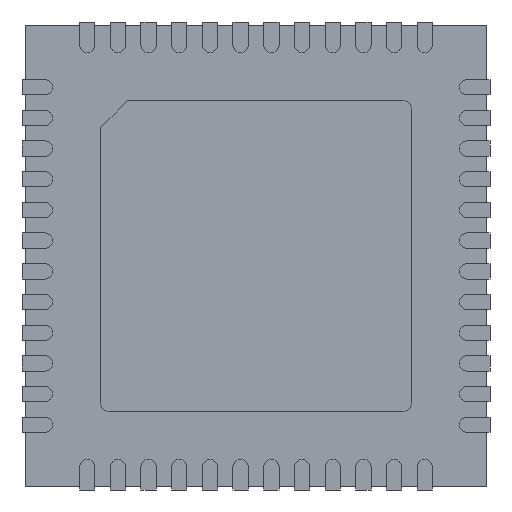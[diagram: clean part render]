
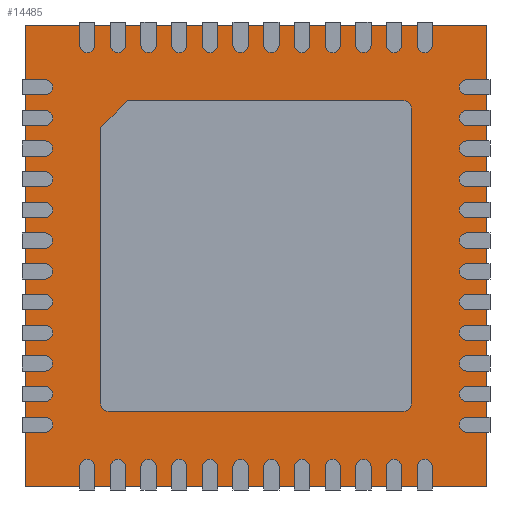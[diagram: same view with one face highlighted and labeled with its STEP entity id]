
A CAD part, front view. The second image highlights one B-rep face of the part: STEP entity #14485.
In plain terms, the highlighted planar face has unit normal (0, -1, 0).
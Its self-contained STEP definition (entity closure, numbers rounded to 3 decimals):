
#14328 = CARTESIAN_POINT ( 'NONE',  ( -3., 0.05, -3. ) ) ;
#14329 = VERTEX_POINT ( 'NONE', #14328 ) ;
#14330 = CARTESIAN_POINT ( 'NONE',  ( -3., 0.05, 3. ) ) ;
#14331 = VERTEX_POINT ( 'NONE', #14330 ) ;
#14332 = CARTESIAN_POINT ( 'NONE',  ( -3., 0.05, 3. ) ) ;
#14333 = DIRECTION ( 'NONE',  ( 0., 0., 1. ) ) ;
#14334 = VECTOR ( 'NONE', #14333, 1000. ) ;
#14335 = LINE ( 'NONE', #14332, #14334 ) ;
#14336 = EDGE_CURVE ( 'NONE', #14329, #14331, #14335, .T. ) ;
#14368 = CARTESIAN_POINT ( 'NONE',  ( 3., 0.05, 3. ) ) ;
#14369 = VERTEX_POINT ( 'NONE', #14368 ) ;
#14370 = CARTESIAN_POINT ( 'NONE',  ( 3., 0.05, 3. ) ) ;
#14371 = DIRECTION ( 'NONE',  ( 1., 0., 0. ) ) ;
#14372 = VECTOR ( 'NONE', #14371, 1000. ) ;
#14373 = LINE ( 'NONE', #14370, #14372 ) ;
#14374 = EDGE_CURVE ( 'NONE', #14331, #14369, #14373, .T. ) ;
#14399 = CARTESIAN_POINT ( 'NONE',  ( 3., 0.05, -3. ) ) ;
#14400 = VERTEX_POINT ( 'NONE', #14399 ) ;
#14401 = CARTESIAN_POINT ( 'NONE',  ( 3., 0.05, 3. ) ) ;
#14402 = DIRECTION ( 'NONE',  ( 0., 0., -1. ) ) ;
#14403 = VECTOR ( 'NONE', #14402, 1000. ) ;
#14404 = LINE ( 'NONE', #14401, #14403 ) ;
#14405 = EDGE_CURVE ( 'NONE', #14369, #14400, #14404, .T. ) ;
#14430 = CARTESIAN_POINT ( 'NONE',  ( 3., 0.05, -3. ) ) ;
#14431 = DIRECTION ( 'NONE',  ( -1., 0., 0. ) ) ;
#14432 = VECTOR ( 'NONE', #14431, 1000. ) ;
#14433 = LINE ( 'NONE', #14430, #14432 ) ;
#14434 = EDGE_CURVE ( 'NONE', #14400, #14329, #14433, .T. ) ;
#14474 = ORIENTED_EDGE ( 'NONE', *, *, #14336, .F. ) ;
#14475 = ORIENTED_EDGE ( 'NONE', *, *, #14434, .F. ) ;
#14476 = ORIENTED_EDGE ( 'NONE', *, *, #14405, .F. ) ;
#14477 = ORIENTED_EDGE ( 'NONE', *, *, #14374, .F. ) ;
#14478 = EDGE_LOOP ( 'NONE', ( #14474, #14475, #14476, #14477 ) ) ;
#14479 = FACE_OUTER_BOUND ( 'NONE', #14478, .T. ) ;
#14480 = CARTESIAN_POINT ( 'NONE',  ( 0., 0.05, 0. ) ) ;
#14481 = DIRECTION ( 'NONE',  ( 0., 1., 0. ) ) ;
#14482 = DIRECTION ( 'NONE',  ( 0., 0., 1. ) ) ;
#14483 = AXIS2_PLACEMENT_3D ( 'NONE', #14480, #14481, #14482 ) ;
#14484 = PLANE ( 'NONE', #14483 ) ;
#14485 = ADVANCED_FACE ( 'NONE', ( #14479 ), #14484, .F. ) ;
